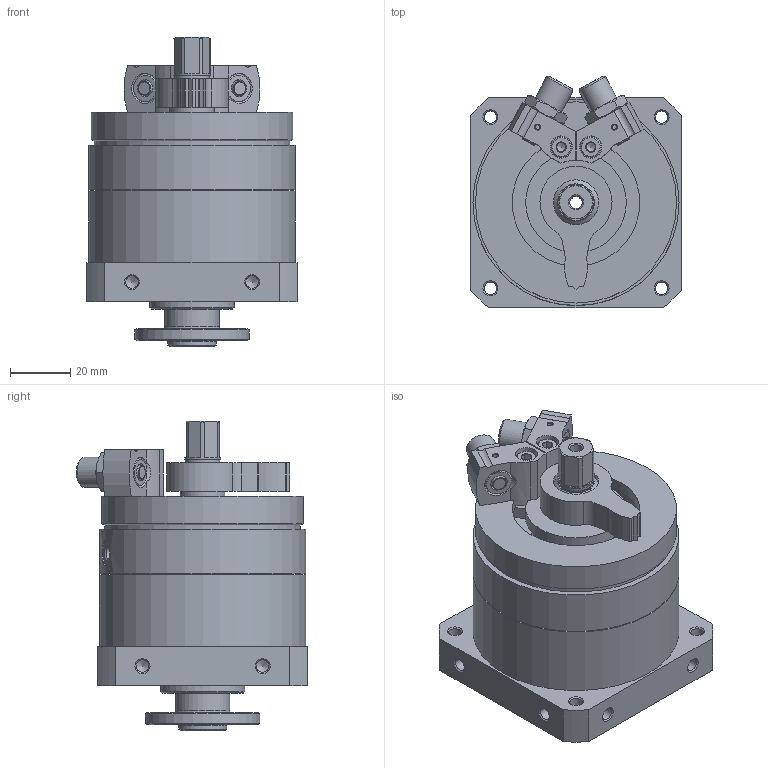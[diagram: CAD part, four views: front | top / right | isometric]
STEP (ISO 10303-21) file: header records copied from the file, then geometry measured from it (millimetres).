
FILE_DESCRIPTION(/* description */ ('STEP AP214'),/* implementation_level */ '2;1');
FILE_NAME(/* name */ '1145093_DSM-T-16-270-P-FW-A-B',/* time_stamp */ '2024-08-21T19:23:51+02:00',/* author */ ('License CC BY-ND 4.0'),/* organization */ ('CADENAS'),/* preprocessor_version */ 'ST-DEVELOPER v19.3',/* originating_system */ 'PARTsolutions',/* authorisation */ ' ');
FILE_SCHEMA (('AUTOMOTIVE_DESIGN {1 0 10303 214 3 1 1}'));
Length unit declared in the file: millimetre
Products named in the file (10): 1145093 DSM-T-16-270-P-FW-A-B--(0); 547575 DSM-16-270-P-FW-A-B_G---(T); 704063 DSM-16-BR---(HZ); 710516 DSM-16/25-P-B; 382090 SLT-10; 342621 DSM-16_NS; DIN-912 - M4x16(F); 396998 YSRW M10X1-3.5-13; 704062 DSM-16-BL---(HZ); 547575 DSM-16-270-P-FW-A-B_K---(T)
Assembly tree (14 placements, depth 2):
  1145093 DSM-T-16-270-P-FW-A-B--(0)
    547575 DSM-16-270-P-FW-A-B_G---(T)
    704063 DSM-16-BR---(HZ)
    710516 DSM-16/25-P-B  x2
    382090 SLT-10  x2
    342621 DSM-16_NS  x2
    DIN-912 - M4x16(F)  x2
    396998 YSRW M10X1-3.5-13  x2
    704062 DSM-16-BL---(HZ)
    547575 DSM-16-270-P-FW-A-B_K---(T)
Bounding box: 70 x 77.03 x 103 mm (x, y, z)
Volume: 254547.8 mm3; surface area: 58921.5 mm2
Topology: 14 solids, 14 shells, 398 faces, 905 edges, 564 vertices
Faces by surface type: plane 168, cylinder 119, cone 104, torus 7
Full cylindrical faces by diameter (mm): 1.567 x2, 3.242 x6, 4 x2, 4.134 x14, 4.2 x1, 4.5 x6, 5.7 x2, 7 x2, 7.4 x2, 8.3 x2, 8.917 x4, 10 x2, 11.5 x1, 12 x2, 15 x3, 16 x1, 18 x2, 28 x1, 29 x1, 33.5 x1, 38 x1, 42.5 x1, 47 x1, 54 x2, 65 x1, 67 x1, 68.65 x2
Entity records: 8617 total; most frequent: CARTESIAN_POINT 1553, DIRECTION 1501, ORIENTED_EDGE 1138, AXIS2_PLACEMENT_3D 642, EDGE_CURVE 569, FACE_BOUND 535, EDGE_LOOP 525, VERTEX_POINT 440
